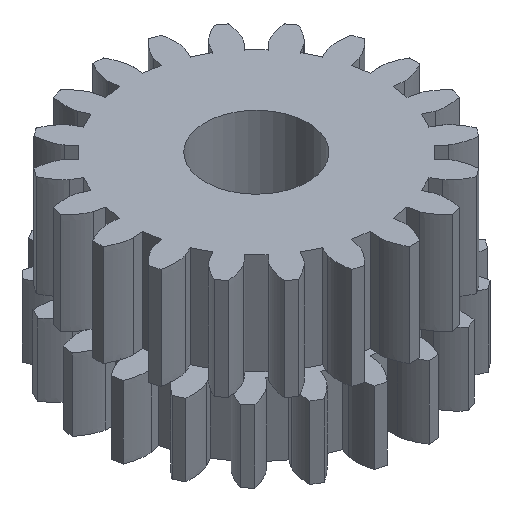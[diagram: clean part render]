
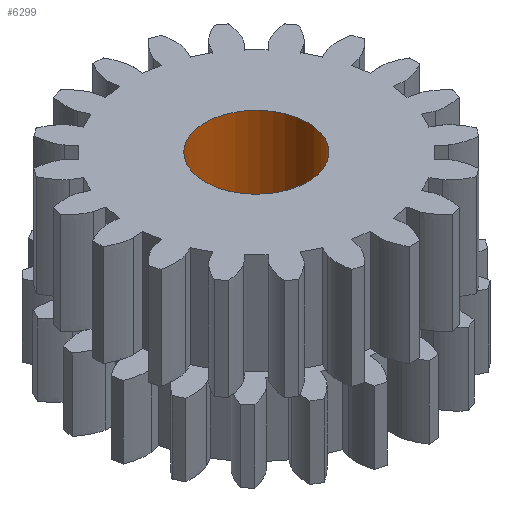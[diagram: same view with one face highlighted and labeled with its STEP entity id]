
A CAD part, isometric view. The second image highlights one B-rep face of the part: STEP entity #6299.
In plain terms, the highlighted cylindrical face has radius 1.775 mm (diameter 3.55 mm), a full revolution.
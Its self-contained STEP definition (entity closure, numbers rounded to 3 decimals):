
#1826 = EDGE_CURVE('',#1827,#1827,#1829,.T.);
#1827 = VERTEX_POINT('',#1828);
#1828 = CARTESIAN_POINT('',(-5.813,7.693,2.5));
#1829 = CIRCLE('',#1830,1.775);
#1830 = AXIS2_PLACEMENT_3D('',#1831,#1832,#1833);
#1831 = CARTESIAN_POINT('',(-4.125,7.145,2.5));
#1832 = DIRECTION('',(0.,0.,1.));
#1833 = DIRECTION('',(-0.951,0.309,0.));
#3428 = EDGE_CURVE('',#3429,#3429,#3431,.T.);
#3429 = VERTEX_POINT('',#3430);
#3430 = CARTESIAN_POINT('',(-5.813,7.693,6.));
#3431 = CIRCLE('',#3432,1.775);
#3432 = AXIS2_PLACEMENT_3D('',#3433,#3434,#3435);
#3433 = CARTESIAN_POINT('',(-4.125,7.145,6.));
#3434 = DIRECTION('',(0.,0.,1.));
#3435 = DIRECTION('',(-0.951,0.309,0.));
#6299 = ADVANCED_FACE('',(#6300),#6311,.F.);
#6300 = FACE_BOUND('',#6301,.F.);
#6301 = EDGE_LOOP('',(#6302,#6303,#6309,#6310));
#6302 = ORIENTED_EDGE('',*,*,#3428,.F.);
#6303 = ORIENTED_EDGE('',*,*,#6304,.F.);
#6304 = EDGE_CURVE('',#1827,#3429,#6305,.T.);
#6305 = LINE('',#6306,#6307);
#6306 = CARTESIAN_POINT('',(-5.813,7.693,0.75));
#6307 = VECTOR('',#6308,1.);
#6308 = DIRECTION('',(0.,0.,1.));
#6309 = ORIENTED_EDGE('',*,*,#1826,.T.);
#6310 = ORIENTED_EDGE('',*,*,#6304,.T.);
#6311 = CYLINDRICAL_SURFACE('',#6312,1.775);
#6312 = AXIS2_PLACEMENT_3D('',#6313,#6314,#6315);
#6313 = CARTESIAN_POINT('',(-4.125,7.145,0.75));
#6314 = DIRECTION('',(0.,0.,1.));
#6315 = DIRECTION('',(-0.951,0.309,0.));
